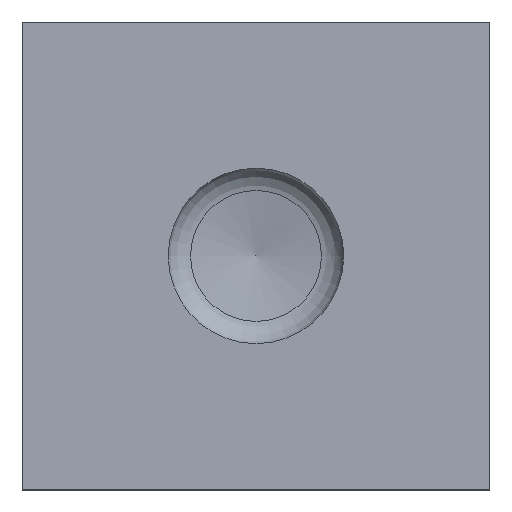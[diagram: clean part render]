
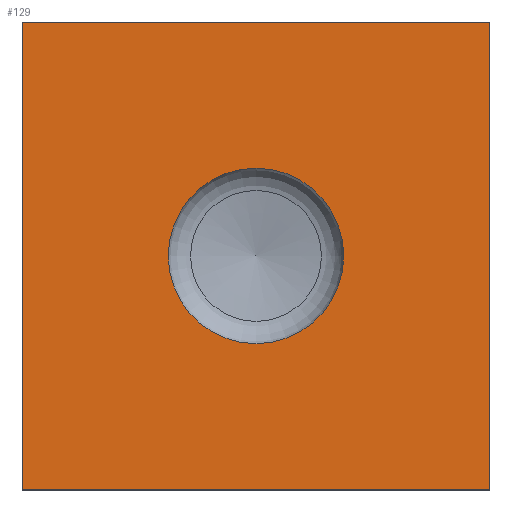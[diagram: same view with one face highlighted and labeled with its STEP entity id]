
A CAD part, top view. The second image highlights one B-rep face of the part: STEP entity #129.
In plain terms, the highlighted planar face has unit normal (0, 0, 1).
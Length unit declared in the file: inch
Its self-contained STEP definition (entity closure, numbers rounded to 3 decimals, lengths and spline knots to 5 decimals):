
#16=LINE('',#191,#28);
#19=LINE('',#197,#31);
#22=LINE('',#203,#34);
#25=LINE('',#207,#37);
#28=VECTOR('',#157,2.);
#31=VECTOR('',#162,2.);
#34=VECTOR('',#167,2.);
#37=VECTOR('',#172,2.);
#42=PLANE('',#141);
#46=FACE_BOUND('',#63,.T.);
#53=FACE_OUTER_BOUND('',#62,.T.);
#62=EDGE_LOOP('',(#110,#111,#112,#113));
#63=EDGE_LOOP('',(#114));
#65=CIRCLE('',#134,0.375);
#67=VERTEX_POINT('',#179);
#71=VERTEX_POINT('',#188);
#72=VERTEX_POINT('',#190);
#74=VERTEX_POINT('',#196);
#76=VERTEX_POINT('',#202);
#77=EDGE_CURVE('',#67,#67,#65,.T.);
#81=EDGE_CURVE('',#72,#71,#16,.T.);
#84=EDGE_CURVE('',#74,#72,#19,.T.);
#87=EDGE_CURVE('',#76,#74,#22,.T.);
#90=EDGE_CURVE('',#71,#76,#25,.T.);
#110=ORIENTED_EDGE('',*,*,#90,.T.);
#111=ORIENTED_EDGE('',*,*,#87,.T.);
#112=ORIENTED_EDGE('',*,*,#84,.T.);
#113=ORIENTED_EDGE('',*,*,#81,.T.);
#114=ORIENTED_EDGE('',*,*,#77,.T.);
#129=ADVANCED_FACE('',(#53,#46),#42,.T.);
#134=AXIS2_PLACEMENT_3D('',#180,#147,#148);
#141=AXIS2_PLACEMENT_3D('',#208,#173,#174);
#147=DIRECTION('center_axis',(0.,0.,-1.));
#148=DIRECTION('ref_axis',(1.,0.,0.));
#157=DIRECTION('',(0.,-1.,0.));
#162=DIRECTION('',(-1.,0.,0.));
#167=DIRECTION('',(0.,1.,0.));
#172=DIRECTION('',(1.,0.,0.));
#173=DIRECTION('center_axis',(0.,0.,1.));
#174=DIRECTION('ref_axis',(1.,0.,0.));
#179=CARTESIAN_POINT('',(1.375,1.,0.375));
#180=CARTESIAN_POINT('Origin',(1.,1.,0.375));
#188=CARTESIAN_POINT('',(0.,0.,0.375));
#190=CARTESIAN_POINT('',(0.,2.,0.375));
#191=CARTESIAN_POINT('',(0.,2.,0.375));
#196=CARTESIAN_POINT('',(2.,2.,0.375));
#197=CARTESIAN_POINT('',(2.,2.,0.375));
#202=CARTESIAN_POINT('',(2.,0.,0.375));
#203=CARTESIAN_POINT('',(2.,0.,0.375));
#207=CARTESIAN_POINT('',(0.,0.,0.375));
#208=CARTESIAN_POINT('Origin',(1.,1.,0.375));
